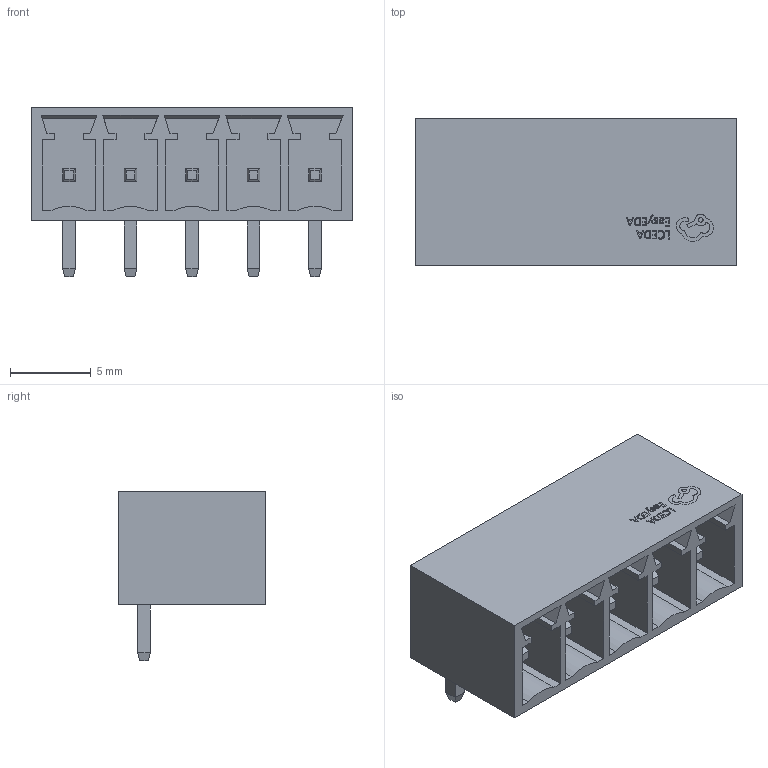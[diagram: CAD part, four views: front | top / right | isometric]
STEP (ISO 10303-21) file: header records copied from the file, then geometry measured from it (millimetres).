
FILE_DESCRIPTION (( 'STEP AP214' ), '1' );
FILE_NAME ('CONN-TH_WJ3.81-WI-5P.step', '2022-08-08T03:37:34', ( '' ), ( '' ), 'SwSTEP 2.0', 'SolidWorks 2020', '' );
FILE_SCHEMA (( 'AUTOMOTIVE_DESIGN' ));
Length unit declared in the file: millimetre
Products named in the file (1): CONN-TH_WJ3.81-WI-5P
Bounding box: 19.93 x 9.15 x 10.5 mm (x, y, z)
Volume: 652.1 mm3; surface area: 1736.9 mm2
Topology: 14 solids, 14 shells, 601 faces, 1578 edges, 1032 vertices
Faces by surface type: plane 449, bspline 127, cylinder 25
Entity records: 26113 total; most frequent: CARTESIAN_POINT 5901, ORIENTED_EDGE 3156, DIRECTION 2370, EDGE_CURVE 1578, VECTOR 1280, LINE 1280, VERTEX_POINT 1032, EDGE_LOOP 640
